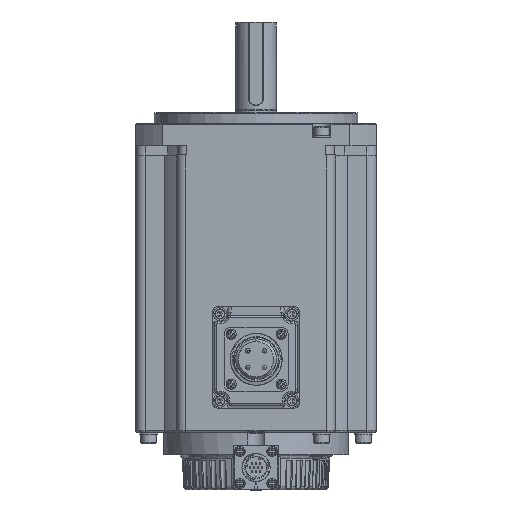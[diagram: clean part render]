
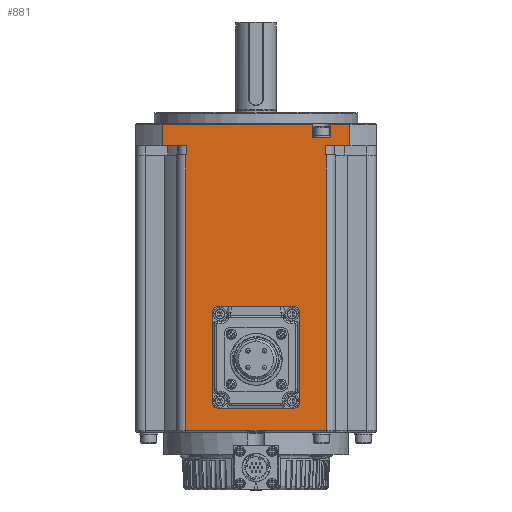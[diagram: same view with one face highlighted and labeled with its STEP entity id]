
A CAD part, top view. The second image highlights one B-rep face of the part: STEP entity #881.
In plain terms, the highlighted planar face has unit normal (0, 0, 1).
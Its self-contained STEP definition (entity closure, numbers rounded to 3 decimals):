
#676=CARTESIAN_POINT('',(0.,39.75,0.));
#677=DIRECTION('',(0.,1.,0.));
#678=DIRECTION('',(0.,0.,-1.));
#679=AXIS2_PLACEMENT_3D('',#676,#678,#677);
#680=PLANE('',#679);
#681=CARTESIAN_POINT('',(-38.,106.,0.));
#682=VERTEX_POINT('',#681);
#683=CARTESIAN_POINT('',(-37.5,106.,0.));
#684=VERTEX_POINT('',#683);
#685=CARTESIAN_POINT('',(-38.,106.,0.));
#686=DIRECTION('',(1.,0.,0.));
#687=VECTOR('',#686,0.5);
#688=LINE('',#685,#687);
#689=EDGE_CURVE('',#682,#684,#688,.T.);
#690=ORIENTED_EDGE('',*,*,#689,.T.);
#691=CARTESIAN_POINT('',(-37.5,111.,0.));
#692=VERTEX_POINT('',#691);
#693=CARTESIAN_POINT('',(-37.5,106.,0.));
#694=DIRECTION('',(0.,1.,0.));
#695=VECTOR('',#694,5.);
#696=LINE('',#693,#695);
#697=EDGE_CURVE('',#684,#692,#696,.T.);
#698=ORIENTED_EDGE('',*,*,#697,.T.);
#699=CARTESIAN_POINT('',(-50.806,111.,0.));
#700=VERTEX_POINT('',#699);
#701=CARTESIAN_POINT('',(-50.806,111.,0.));
#702=DIRECTION('',(1.,0.,0.));
#703=VECTOR('',#702,13.306);
#704=LINE('',#701,#703);
#705=EDGE_CURVE('',#700,#692,#704,.T.);
#706=ORIENTED_EDGE('',*,*,#705,.F.);
#707=CARTESIAN_POINT('',(-50.806,122.5,0.));
#708=VERTEX_POINT('',#707);
#709=CARTESIAN_POINT('',(-50.806,111.,0.));
#710=DIRECTION('',(0.,1.,0.));
#711=VECTOR('',#710,11.5);
#712=LINE('',#709,#711);
#713=EDGE_CURVE('',#700,#708,#712,.T.);
#714=ORIENTED_EDGE('',*,*,#713,.T.);
#715=CARTESIAN_POINT('',(30.45,122.5,0.));
#716=VERTEX_POINT('',#715);
#717=CARTESIAN_POINT('',(-50.806,122.5,0.));
#718=DIRECTION('',(1.,0.,0.));
#719=VECTOR('',#718,81.256);
#720=LINE('',#717,#719);
#721=EDGE_CURVE('',#708,#716,#720,.T.);
#722=ORIENTED_EDGE('',*,*,#721,.T.);
#723=CARTESIAN_POINT('',(30.45,115.5,0.));
#724=VERTEX_POINT('',#723);
#725=CARTESIAN_POINT('',(30.45,122.5,0.));
#726=DIRECTION('',(0.,-1.,0.));
#727=VECTOR('',#726,7.);
#728=LINE('',#725,#727);
#729=EDGE_CURVE('',#716,#724,#728,.T.);
#730=ORIENTED_EDGE('',*,*,#729,.T.);
#731=CARTESIAN_POINT('',(40.55,115.5,0.));
#732=VERTEX_POINT('',#731);
#733=CARTESIAN_POINT('',(40.55,115.5,0.));
#734=DIRECTION('',(-1.,0.,0.));
#735=VECTOR('',#734,10.1);
#736=LINE('',#733,#735);
#737=EDGE_CURVE('',#732,#724,#736,.T.);
#738=ORIENTED_EDGE('',*,*,#737,.F.);
#739=CARTESIAN_POINT('',(40.55,122.5,0.));
#740=VERTEX_POINT('',#739);
#741=CARTESIAN_POINT('',(40.55,122.5,0.));
#742=DIRECTION('',(0.,-1.,0.));
#743=VECTOR('',#742,7.);
#744=LINE('',#741,#743);
#745=EDGE_CURVE('',#740,#732,#744,.T.);
#746=ORIENTED_EDGE('',*,*,#745,.F.);
#747=CARTESIAN_POINT('',(50.806,122.5,0.));
#748=VERTEX_POINT('',#747);
#749=CARTESIAN_POINT('',(40.55,122.5,0.));
#750=DIRECTION('',(1.,0.,0.));
#751=VECTOR('',#750,10.256);
#752=LINE('',#749,#751);
#753=EDGE_CURVE('',#740,#748,#752,.T.);
#754=ORIENTED_EDGE('',*,*,#753,.T.);
#755=CARTESIAN_POINT('',(50.806,111.,0.));
#756=VERTEX_POINT('',#755);
#757=CARTESIAN_POINT('',(50.806,111.,0.));
#758=DIRECTION('',(0.,1.,0.));
#759=VECTOR('',#758,11.5);
#760=LINE('',#757,#759);
#761=EDGE_CURVE('',#756,#748,#760,.T.);
#762=ORIENTED_EDGE('',*,*,#761,.F.);
#763=CARTESIAN_POINT('',(37.5,111.,0.));
#764=VERTEX_POINT('',#763);
#765=CARTESIAN_POINT('',(37.5,111.,0.));
#766=DIRECTION('',(1.,0.,0.));
#767=VECTOR('',#766,13.306);
#768=LINE('',#765,#767);
#769=EDGE_CURVE('',#764,#756,#768,.T.);
#770=ORIENTED_EDGE('',*,*,#769,.F.);
#771=CARTESIAN_POINT('',(37.5,106.,0.));
#772=VERTEX_POINT('',#771);
#773=CARTESIAN_POINT('',(37.5,111.,0.));
#774=DIRECTION('',(0.,-1.,0.));
#775=VECTOR('',#774,5.);
#776=LINE('',#773,#775);
#777=EDGE_CURVE('',#764,#772,#776,.T.);
#778=ORIENTED_EDGE('',*,*,#777,.T.);
#779=CARTESIAN_POINT('',(38.,106.,0.));
#780=VERTEX_POINT('',#779);
#781=CARTESIAN_POINT('',(37.5,106.,0.));
#782=DIRECTION('',(1.,0.,0.));
#783=VECTOR('',#782,0.5);
#784=LINE('',#781,#783);
#785=EDGE_CURVE('',#772,#780,#784,.T.);
#786=ORIENTED_EDGE('',*,*,#785,.T.);
#787=CARTESIAN_POINT('',(38.,-43.,0.));
#788=VERTEX_POINT('',#787);
#789=CARTESIAN_POINT('',(38.,106.,0.));
#790=DIRECTION('',(0.,-1.,0.));
#791=VECTOR('',#790,149.);
#792=LINE('',#789,#791);
#793=EDGE_CURVE('',#780,#788,#792,.T.);
#794=ORIENTED_EDGE('',*,*,#793,.T.);
#795=CARTESIAN_POINT('',(-38.,-43.,0.));
#796=VERTEX_POINT('',#795);
#797=CARTESIAN_POINT('',(38.,-43.,0.));
#798=DIRECTION('',(-1.,0.,0.));
#799=VECTOR('',#798,76.);
#800=LINE('',#797,#799);
#801=EDGE_CURVE('',#788,#796,#800,.T.);
#802=ORIENTED_EDGE('',*,*,#801,.T.);
#803=CARTESIAN_POINT('',(-38.,-43.,0.));
#804=DIRECTION('',(0.,1.,0.));
#805=VECTOR('',#804,149.);
#806=LINE('',#803,#805);
#807=EDGE_CURVE('',#796,#682,#806,.T.);
#808=ORIENTED_EDGE('',*,*,#807,.T.);
#809=EDGE_LOOP('',(#690,#698,#706,#714,#722,#730,#738,#746,#754,#762,#770,#778,#786,#794,#802,#808));
#810=FACE_OUTER_BOUND('',#809,.F.);
#811=CARTESIAN_POINT('',(-20.5,24.,0.));
#812=VERTEX_POINT('',#811);
#813=CARTESIAN_POINT('',(-23.5,21.,0.));
#814=VERTEX_POINT('',#813);
#815=CARTESIAN_POINT('',(-20.5,21.,0.));
#816=DIRECTION('',(0.,1.,0.));
#817=DIRECTION('',(0.,0.,1.));
#818=AXIS2_PLACEMENT_3D('',#815,#817,#816);
#819=CIRCLE('',#818,3.);
#820=EDGE_CURVE('',#812,#814,#819,.T.);
#821=ORIENTED_EDGE('',*,*,#820,.T.);
#822=CARTESIAN_POINT('',(-23.5,-28.,0.));
#823=VERTEX_POINT('',#822);
#824=CARTESIAN_POINT('',(-23.5,21.,0.));
#825=DIRECTION('',(0.,-1.,0.));
#826=VECTOR('',#825,49.);
#827=LINE('',#824,#826);
#828=EDGE_CURVE('',#814,#823,#827,.T.);
#829=ORIENTED_EDGE('',*,*,#828,.T.);
#830=CARTESIAN_POINT('',(-20.5,-31.,0.));
#831=VERTEX_POINT('',#830);
#832=CARTESIAN_POINT('',(-20.5,-28.,0.));
#833=DIRECTION('',(-1.,0.,0.));
#834=DIRECTION('',(0.,0.,1.));
#835=AXIS2_PLACEMENT_3D('',#832,#834,#833);
#836=CIRCLE('',#835,3.);
#837=EDGE_CURVE('',#823,#831,#836,.T.);
#838=ORIENTED_EDGE('',*,*,#837,.T.);
#839=CARTESIAN_POINT('',(20.5,-31.,0.));
#840=VERTEX_POINT('',#839);
#841=CARTESIAN_POINT('',(-20.5,-31.,0.));
#842=DIRECTION('',(1.,0.,0.));
#843=VECTOR('',#842,41.);
#844=LINE('',#841,#843);
#845=EDGE_CURVE('',#831,#840,#844,.T.);
#846=ORIENTED_EDGE('',*,*,#845,.T.);
#847=CARTESIAN_POINT('',(23.5,-28.,0.));
#848=VERTEX_POINT('',#847);
#849=CARTESIAN_POINT('',(20.5,-28.,0.));
#850=DIRECTION('',(0.,-1.,0.));
#851=DIRECTION('',(0.,0.,1.));
#852=AXIS2_PLACEMENT_3D('',#849,#851,#850);
#853=CIRCLE('',#852,3.);
#854=EDGE_CURVE('',#840,#848,#853,.T.);
#855=ORIENTED_EDGE('',*,*,#854,.T.);
#856=CARTESIAN_POINT('',(23.5,21.,0.));
#857=VERTEX_POINT('',#856);
#858=CARTESIAN_POINT('',(23.5,-28.,0.));
#859=DIRECTION('',(0.,1.,0.));
#860=VECTOR('',#859,49.);
#861=LINE('',#858,#860);
#862=EDGE_CURVE('',#848,#857,#861,.T.);
#863=ORIENTED_EDGE('',*,*,#862,.T.);
#864=CARTESIAN_POINT('',(20.5,24.,0.));
#865=VERTEX_POINT('',#864);
#866=CARTESIAN_POINT('',(20.5,21.,0.));
#867=DIRECTION('',(1.,0.,0.));
#868=DIRECTION('',(0.,0.,1.));
#869=AXIS2_PLACEMENT_3D('',#866,#868,#867);
#870=CIRCLE('',#869,3.);
#871=EDGE_CURVE('',#857,#865,#870,.T.);
#872=ORIENTED_EDGE('',*,*,#871,.T.);
#873=CARTESIAN_POINT('',(20.5,24.,0.));
#874=DIRECTION('',(-1.,0.,0.));
#875=VECTOR('',#874,41.);
#876=LINE('',#873,#875);
#877=EDGE_CURVE('',#865,#812,#876,.T.);
#878=ORIENTED_EDGE('',*,*,#877,.T.);
#879=EDGE_LOOP('',(#821,#829,#838,#846,#855,#863,#872,#878));
#880=FACE_BOUND('',#879,.F.);
#881=ADVANCED_FACE('',(#810,#880),#680,.F.);
